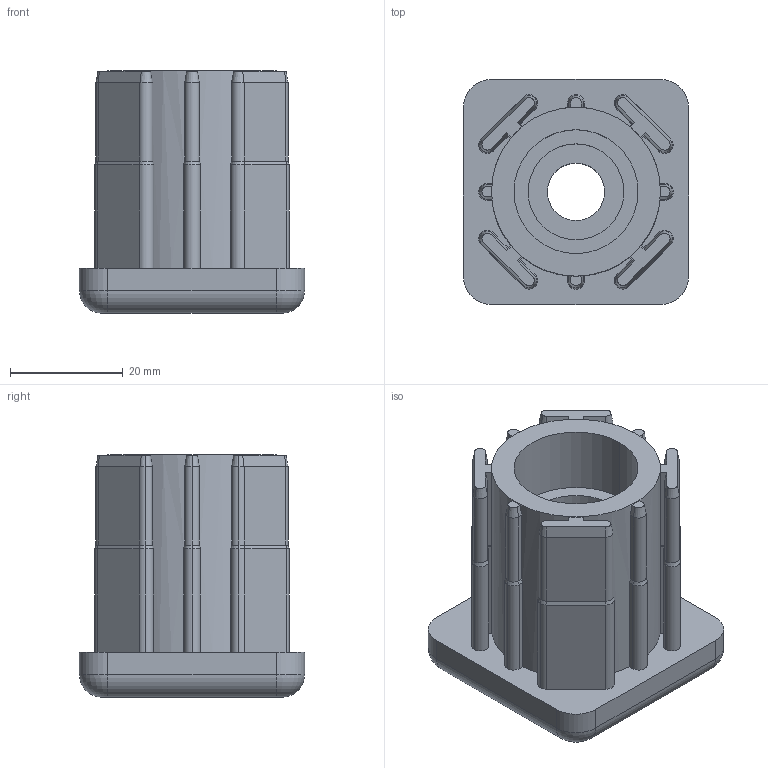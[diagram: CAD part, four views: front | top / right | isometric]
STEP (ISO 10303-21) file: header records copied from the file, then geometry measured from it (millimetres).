
FILE_DESCRIPTION (( 'STEP AP214' ), '1' );
FILE_NAME ('098v404012.STEP', '2014-08-13T06:31:36', ( '' ), ( '' ), 'SwSTEP 2.0', 'SolidWorks 2014', '' );
FILE_SCHEMA (( 'AUTOMOTIVE_DESIGN' ));
Length unit declared in the file: millimetre
Products named in the file (1): 098v404012
Bounding box: 40 x 40 x 43 mm (x, y, z)
Volume: 34842.6 mm3; surface area: 13138.5 mm2
Topology: 1 solids, 1 shells, 209 faces, 509 edges, 305 vertices
Faces by surface type: plane 121, cylinder 50, cone 34, torus 4
Entity records: 6042 total; most frequent: CARTESIAN_POINT 1072, DIRECTION 1058, ORIENTED_EDGE 1018, EDGE_CURVE 509, AXIS2_PLACEMENT_3D 355, LINE 348, VECTOR 348, VERTEX_POINT 305
